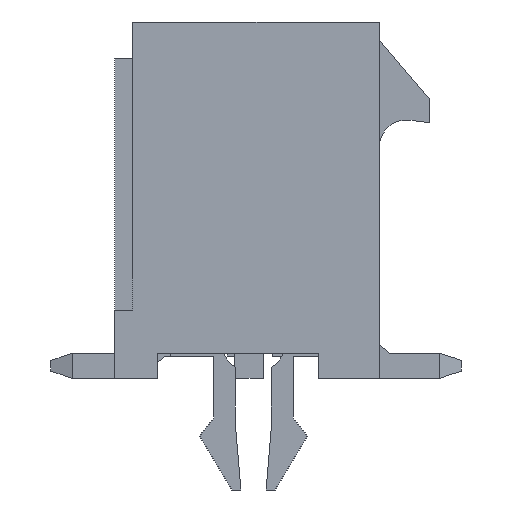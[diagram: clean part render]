
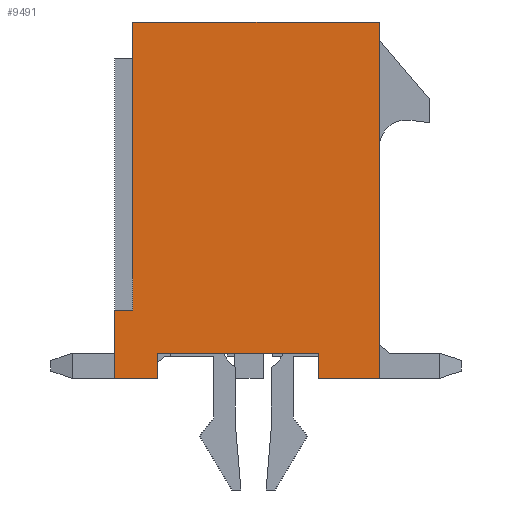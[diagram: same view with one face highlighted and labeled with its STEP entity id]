
A CAD part, left-side view. The second image highlights one B-rep face of the part: STEP entity #9491.
In plain terms, the highlighted planar face has unit normal (-1, 0, 0).
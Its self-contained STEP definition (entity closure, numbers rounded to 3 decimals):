
#1424=ORIENTED_EDGE('',*,*,#3891,.F.);
#1425=ORIENTED_EDGE('',*,*,#3892,.T.);
#1426=ORIENTED_EDGE('',*,*,#3735,.T.);
#1427=ORIENTED_EDGE('',*,*,#3679,.T.);
#1428=ORIENTED_EDGE('',*,*,#3672,.T.);
#1429=ORIENTED_EDGE('',*,*,#3883,.T.);
#1430=ORIENTED_EDGE('',*,*,#3814,.T.);
#1431=ORIENTED_EDGE('',*,*,#3893,.F.);
#1432=ORIENTED_EDGE('',*,*,#3894,.T.);
#1433=ORIENTED_EDGE('',*,*,#3789,.T.);
#3672=EDGE_CURVE('',#4885,#4884,#5941,.T.);
#3679=EDGE_CURVE('',#4891,#4885,#5948,.T.);
#3735=EDGE_CURVE('',#4941,#4891,#6004,.T.);
#3789=EDGE_CURVE('',#4990,#4989,#6058,.T.);
#3814=EDGE_CURVE('',#5009,#5008,#6083,.T.);
#3883=EDGE_CURVE('',#4884,#5009,#6152,.T.);
#3891=EDGE_CURVE('',#5075,#4989,#6160,.T.);
#3892=EDGE_CURVE('',#5075,#4941,#6161,.T.);
#3893=EDGE_CURVE('',#5076,#5008,#6162,.T.);
#3894=EDGE_CURVE('',#5076,#4990,#6163,.T.);
#4884=VERTEX_POINT('',#14194);
#4885=VERTEX_POINT('',#14196);
#4891=VERTEX_POINT('',#14210);
#4941=VERTEX_POINT('',#14318);
#4989=VERTEX_POINT('',#14426);
#4990=VERTEX_POINT('',#14428);
#5008=VERTEX_POINT('',#14471);
#5009=VERTEX_POINT('',#14473);
#5075=VERTEX_POINT('',#14619);
#5076=VERTEX_POINT('',#14622);
#5941=LINE('',#14195,#7252);
#5948=LINE('',#14209,#7259);
#6004=LINE('',#14321,#7315);
#6058=LINE('',#14427,#7369);
#6083=LINE('',#14472,#7394);
#6152=LINE('',#14607,#7463);
#6160=LINE('',#14618,#7471);
#6161=LINE('',#14620,#7472);
#6162=LINE('',#14621,#7473);
#6163=LINE('',#14623,#7474);
#7252=VECTOR('',#11433,1000.);
#7259=VECTOR('',#11442,1000.);
#7315=VECTOR('',#11506,1000.);
#7369=VECTOR('',#11570,1000.);
#7394=VECTOR('',#11597,1000.);
#7463=VECTOR('',#11668,1000.);
#7471=VECTOR('',#11680,1000.);
#7472=VECTOR('',#11681,1000.);
#7473=VECTOR('',#11682,1000.);
#7474=VECTOR('',#11683,1000.);
#8083=EDGE_LOOP('',(#1424,#1425,#1426,#1427,#1428,#1429,#1430,#1431,#1432,
#1433));
#8582=FACE_BOUND('',#8083,.T.);
#9062=PLANE('',#10023);
#9491=ADVANCED_FACE('',(#8582),#9062,.T.);
#10023=AXIS2_PLACEMENT_3D('',#14617,#11678,#11679);
#11433=DIRECTION('',(0.,0.,1.));
#11442=DIRECTION('',(0.,-1.,0.));
#11506=DIRECTION('',(0.,0.,-1.));
#11570=DIRECTION('',(0.,-1.,0.));
#11597=DIRECTION('',(0.,0.,-1.));
#11668=DIRECTION('',(0.,1.,0.));
#11678=DIRECTION('',(-1.,0.,0.));
#11679=DIRECTION('',(0.,0.,1.));
#11680=DIRECTION('',(0.,0.,-1.));
#11681=DIRECTION('',(0.,-1.,0.));
#11682=DIRECTION('',(0.,-1.,0.));
#11683=DIRECTION('',(0.,0.,-1.));
#14194=CARTESIAN_POINT('',(-13.85,-3.43,4.95));
#14195=CARTESIAN_POINT('',(-13.85,-3.43,-4.95));
#14196=CARTESIAN_POINT('',(-13.85,-3.43,-4.95));
#14209=CARTESIAN_POINT('',(-13.85,3.43,-4.95));
#14210=CARTESIAN_POINT('',(-13.85,-1.73,-4.95));
#14318=CARTESIAN_POINT('',(-13.85,-1.73,-4.25));
#14321=CARTESIAN_POINT('',(-13.85,-1.73,-3.95));
#14426=CARTESIAN_POINT('',(-13.85,2.73,-4.95));
#14427=CARTESIAN_POINT('',(-13.85,3.43,-4.95));
#14428=CARTESIAN_POINT('',(-13.85,3.93,-4.95));
#14471=CARTESIAN_POINT('',(-13.85,3.43,-3.05));
#14472=CARTESIAN_POINT('',(-13.85,3.43,4.95));
#14473=CARTESIAN_POINT('',(-13.85,3.43,4.95));
#14607=CARTESIAN_POINT('',(-13.85,-3.43,4.95));
#14617=CARTESIAN_POINT('',(-13.85,0.,0.));
#14618=CARTESIAN_POINT('',(-13.85,2.73,-3.95));
#14619=CARTESIAN_POINT('',(-13.85,2.73,-4.25));
#14620=CARTESIAN_POINT('',(-13.85,2.73,-4.25));
#14621=CARTESIAN_POINT('',(-13.85,3.93,-3.05));
#14622=CARTESIAN_POINT('',(-13.85,3.93,-3.05));
#14623=CARTESIAN_POINT('',(-13.85,3.93,-3.05));
